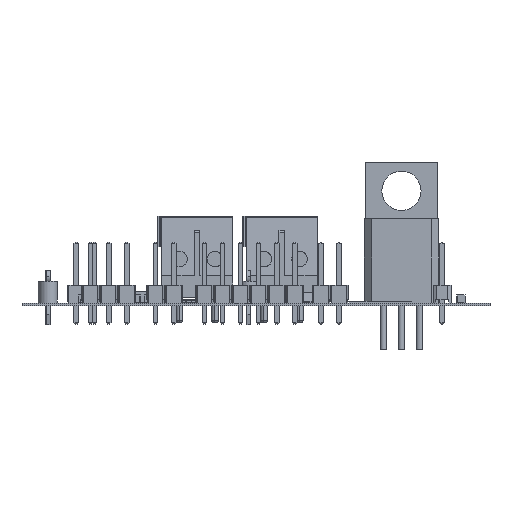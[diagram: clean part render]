
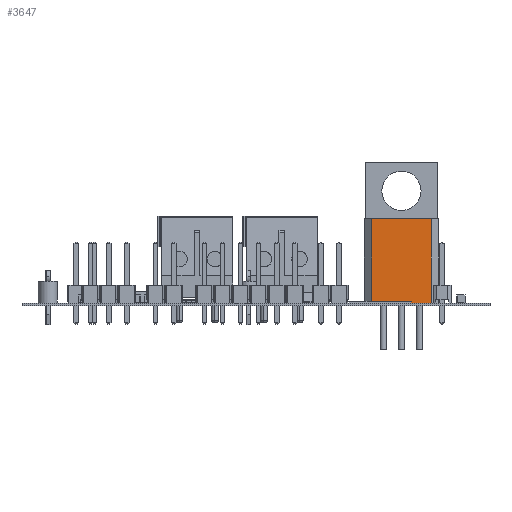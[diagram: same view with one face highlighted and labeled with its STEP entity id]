
A CAD part, front view. The second image highlights one B-rep face of the part: STEP entity #3647.
In plain terms, the highlighted planar face has unit normal (0, -1, 0).
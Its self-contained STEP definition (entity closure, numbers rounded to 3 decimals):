
#3596 = VERTEX_POINT('',#3597);
#3597 = CARTESIAN_POINT('',(6.726,-1.867,0.));
#3605 = EDGE_CURVE('',#3606,#3596,#3608,.T.);
#3606 = VERTEX_POINT('',#3607);
#3607 = CARTESIAN_POINT('',(-1.646,-1.867,0.));
#3608 = LINE('',#3609,#3610);
#3609 = CARTESIAN_POINT('',(-1.646,-1.867,0.));
#3610 = VECTOR('',#3611,1.);
#3611 = DIRECTION('',(1.,0.,0.));
#3647 = ADVANCED_FACE('',(#3648),#3673,.T.);
#3648 = FACE_BOUND('',#3649,.T.);
#3649 = EDGE_LOOP('',(#3650,#3651,#3659,#3667));
#3650 = ORIENTED_EDGE('',*,*,#3605,.T.);
#3651 = ORIENTED_EDGE('',*,*,#3652,.F.);
#3652 = EDGE_CURVE('',#3653,#3596,#3655,.T.);
#3653 = VERTEX_POINT('',#3654);
#3654 = CARTESIAN_POINT('',(6.726,-1.867,11.826));
#3655 = LINE('',#3656,#3657);
#3656 = CARTESIAN_POINT('',(6.726,-1.867,11.826));
#3657 = VECTOR('',#3658,1.);
#3658 = DIRECTION('',(0.,0.,-1.));
#3659 = ORIENTED_EDGE('',*,*,#3660,.F.);
#3660 = EDGE_CURVE('',#3661,#3653,#3663,.T.);
#3661 = VERTEX_POINT('',#3662);
#3662 = CARTESIAN_POINT('',(-1.646,-1.867,11.826));
#3663 = LINE('',#3664,#3665);
#3664 = CARTESIAN_POINT('',(-1.646,-1.867,11.826));
#3665 = VECTOR('',#3666,1.);
#3666 = DIRECTION('',(1.,0.,0.));
#3667 = ORIENTED_EDGE('',*,*,#3668,.F.);
#3668 = EDGE_CURVE('',#3606,#3661,#3669,.T.);
#3669 = LINE('',#3670,#3671);
#3670 = CARTESIAN_POINT('',(-1.646,-1.867,0.));
#3671 = VECTOR('',#3672,1.);
#3672 = DIRECTION('',(0.,0.,1.));
#3673 = PLANE('',#3674);
#3674 = AXIS2_PLACEMENT_3D('',#3675,#3676,#3677);
#3675 = CARTESIAN_POINT('',(-1.646,-1.867,0.));
#3676 = DIRECTION('',(0.,-1.,0.));
#3677 = DIRECTION('',(0.,0.,1.));
